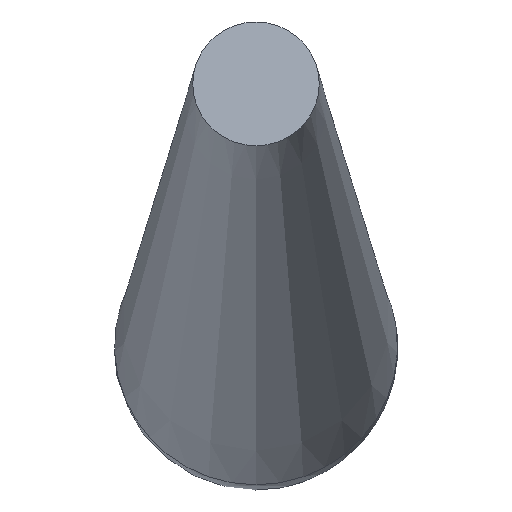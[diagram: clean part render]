
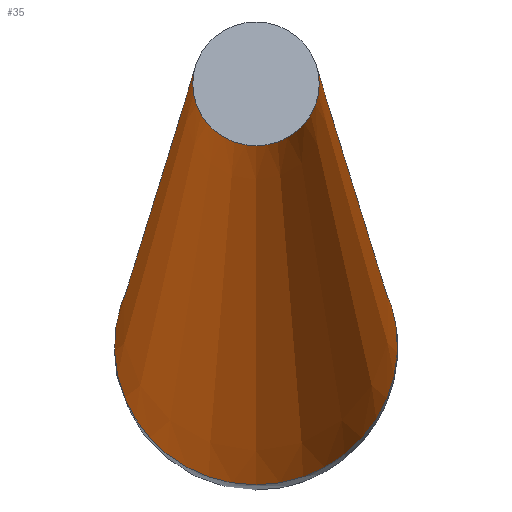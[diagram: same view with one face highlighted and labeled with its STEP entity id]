
A CAD part, front view. The second image highlights one B-rep face of the part: STEP entity #35.
In plain terms, the highlighted conical face has half-angle 3.542 degrees and reference radius 2.055 mm.
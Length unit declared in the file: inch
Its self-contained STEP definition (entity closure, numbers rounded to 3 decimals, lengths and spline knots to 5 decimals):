
#14=FACE_BOUND($,#21,.T.);
#15=CONICAL_SURFACE($,#42,0.08089,3.542);
#17=FACE_OUTER_BOUND($,#20,.T.);
#20=EDGE_LOOP($,(#30));
#21=EDGE_LOOP($,(#31));
#23=CIRCLE($,#41,0.05);
#24=CIRCLE($,#43,0.11179);
#25=VERTEX_POINT($,#59);
#26=VERTEX_POINT($,#62);
#27=EDGE_CURVE($,#25,#25,#23,.T.);
#28=EDGE_CURVE($,#26,#26,#24,.T.);
#30=ORIENTED_EDGE($,*,*,#28,.F.);
#31=ORIENTED_EDGE($,*,*,#27,.T.);
#35=ADVANCED_FACE($,(#17,#14),#15,.T.);
#41=AXIS2_PLACEMENT_3D($,#60,#49,#50);
#42=AXIS2_PLACEMENT_3D($,#61,#51,#52);
#43=AXIS2_PLACEMENT_3D($,#63,#53,#54);
#49=DIRECTION('center_axis',(0.,0.978,-0.208));
#50=DIRECTION('ref_axis',(0.,-0.208,-0.978));
#51=DIRECTION('center_axis',(0.,0.978,-0.208));
#52=DIRECTION('ref_axis',(0.,-0.208,-0.978));
#53=DIRECTION('center_axis',(0.,0.978,-0.208));
#54=DIRECTION('ref_axis',(0.,-0.208,-0.978));
#59=CARTESIAN_POINT('',(0.,-0.05724,-0.01886));
#60=CARTESIAN_POINT('Origin',(0.,-0.04684,0.03004));
#61=CARTESIAN_POINT('Origin',(0.,0.44129,-0.07371));
#62=CARTESIAN_POINT('',(0.,0.90619,-0.28681));
#63=CARTESIAN_POINT('Origin',(0.,0.92943,-0.17747));
